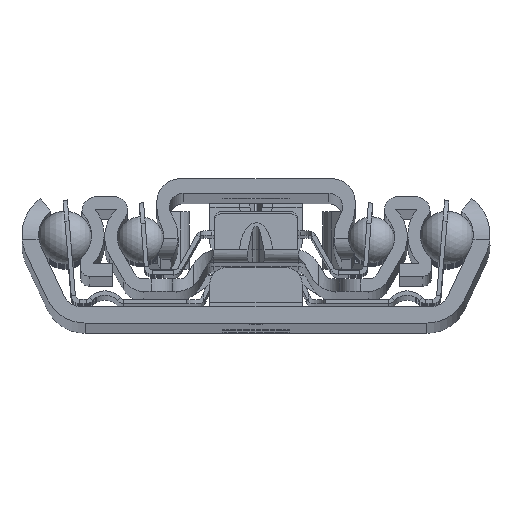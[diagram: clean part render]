
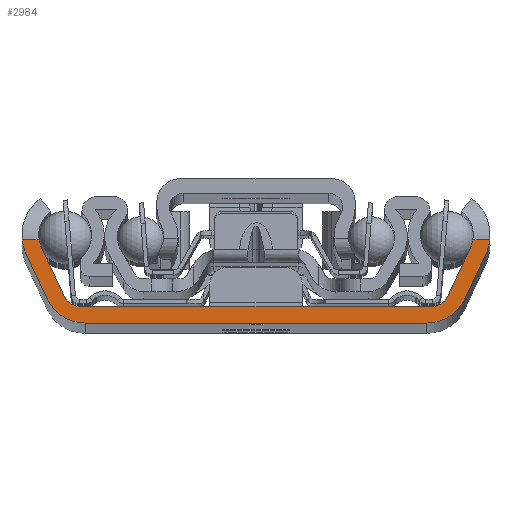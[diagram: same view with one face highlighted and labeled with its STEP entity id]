
A CAD part, top view. The second image highlights one B-rep face of the part: STEP entity #2984.
In plain terms, the highlighted planar face has unit normal (0, 0, 1).
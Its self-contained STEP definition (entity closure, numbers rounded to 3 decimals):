
#36=DIRECTION('',(1.,0.,0.));
#37=VECTOR('',#36,2.009);
#38=CARTESIAN_POINT('',(-27.867,9.9,0.));
#39=LINE('',#38,#37);
#40=CARTESIAN_POINT('',(-22.41,10.5,0.));
#41=DIRECTION('',(0.,0.,-1.));
#42=DIRECTION('',(-0.906,-0.423,0.));
#43=AXIS2_PLACEMENT_3D('',#40,#41,#42);
#45=DIRECTION('',(-0.423,0.906,0.));
#46=VECTOR('',#45,6.472);
#47=CARTESIAN_POINT('',(-22.847,3.155,0.));
#48=LINE('',#47,#46);
#49=CARTESIAN_POINT('',(-21.034,4.,0.));
#50=DIRECTION('',(0.,0.,-1.));
#51=DIRECTION('',(0.,-1.,0.));
#52=AXIS2_PLACEMENT_3D('',#49,#50,#51);
#54=DIRECTION('',(-1.,0.,0.));
#55=VECTOR('',#54,42.068);
#56=CARTESIAN_POINT('',(21.034,2.,0.));
#57=LINE('',#56,#55);
#58=CARTESIAN_POINT('',(21.034,4.,0.));
#59=DIRECTION('',(0.,0.,-1.));
#60=DIRECTION('',(0.906,-0.423,0.));
#61=AXIS2_PLACEMENT_3D('',#58,#59,#60);
#63=DIRECTION('',(-0.423,-0.906,0.));
#64=VECTOR('',#63,6.472);
#65=CARTESIAN_POINT('',(25.582,9.021,0.));
#66=LINE('',#65,#64);
#67=CARTESIAN_POINT('',(22.41,10.5,0.));
#68=DIRECTION('',(0.,0.,-1.));
#69=DIRECTION('',(0.985,-0.171,0.));
#70=AXIS2_PLACEMENT_3D('',#67,#68,#69);
#72=DIRECTION('',(1.,0.,0.));
#73=VECTOR('',#72,2.009);
#74=CARTESIAN_POINT('',(25.858,9.9,0.));
#75=LINE('',#74,#73);
#76=CARTESIAN_POINT('',(22.41,10.5,0.));
#77=DIRECTION('',(0.,0.,1.));
#78=DIRECTION('',(0.906,-0.423,0.));
#79=AXIS2_PLACEMENT_3D('',#76,#77,#78);
#81=DIRECTION('',(0.423,0.906,0.));
#82=VECTOR('',#81,5.84);
#83=CARTESIAN_POINT('',(24.918,2.887,0.));
#84=LINE('',#83,#82);
#85=CARTESIAN_POINT('',(20.386,5.,0.));
#86=DIRECTION('',(0.,0.,1.));
#87=DIRECTION('',(0.,-1.,0.));
#88=AXIS2_PLACEMENT_3D('',#85,#86,#87);
#90=DIRECTION('',(1.,0.,0.));
#91=VECTOR('',#90,40.772);
#92=CARTESIAN_POINT('',(-20.386,0.,0.));
#93=LINE('',#92,#91);
#94=CARTESIAN_POINT('',(-20.386,5.,0.));
#95=DIRECTION('',(0.,0.,1.));
#96=DIRECTION('',(-0.906,-0.423,0.));
#97=AXIS2_PLACEMENT_3D('',#94,#95,#96);
#99=DIRECTION('',(0.423,-0.906,0.));
#100=VECTOR('',#99,5.84);
#101=CARTESIAN_POINT('',(-27.386,8.18,0.));
#102=LINE('',#101,#100);
#103=CARTESIAN_POINT('',(-22.41,10.5,0.));
#104=DIRECTION('',(0.,0.,1.));
#105=DIRECTION('',(-0.994,-0.109,0.));
#106=AXIS2_PLACEMENT_3D('',#103,#104,#105);
#2499=CARTESIAN_POINT('',(-21.034,2.,0.));
#2500=CARTESIAN_POINT('',(-22.847,3.155,0.));
#2501=VERTEX_POINT('',#2499);
#2502=VERTEX_POINT('',#2500);
#2503=CARTESIAN_POINT('',(-25.582,9.021,0.));
#2504=VERTEX_POINT('',#2503);
#2505=CARTESIAN_POINT('',(-27.386,8.18,0.));
#2506=CARTESIAN_POINT('',(-24.918,2.887,0.));
#2507=VERTEX_POINT('',#2505);
#2508=VERTEX_POINT('',#2506);
#2509=CARTESIAN_POINT('',(-20.386,0.,0.));
#2510=VERTEX_POINT('',#2509);
#2511=CARTESIAN_POINT('',(20.386,0.,0.));
#2512=VERTEX_POINT('',#2511);
#2513=CARTESIAN_POINT('',(24.918,2.887,0.));
#2514=VERTEX_POINT('',#2513);
#2515=CARTESIAN_POINT('',(27.386,8.18,0.));
#2516=VERTEX_POINT('',#2515);
#2517=CARTESIAN_POINT('',(25.582,9.021,0.));
#2518=CARTESIAN_POINT('',(22.847,3.155,0.));
#2519=VERTEX_POINT('',#2517);
#2520=VERTEX_POINT('',#2518);
#2521=CARTESIAN_POINT('',(21.034,2.,0.));
#2522=VERTEX_POINT('',#2521);
#2611=CARTESIAN_POINT('',(-27.867,9.9,0.));
#2612=CARTESIAN_POINT('',(-25.858,9.9,0.));
#2613=VERTEX_POINT('',#2611);
#2614=VERTEX_POINT('',#2612);
#2615=CARTESIAN_POINT('',(25.858,9.9,0.));
#2616=CARTESIAN_POINT('',(27.867,9.9,0.));
#2617=VERTEX_POINT('',#2615);
#2618=VERTEX_POINT('',#2616);
#2945=CARTESIAN_POINT('',(0.,0.,0.));
#2946=DIRECTION('',(0.,0.,1.));
#2947=DIRECTION('',(1.,0.,0.));
#2948=AXIS2_PLACEMENT_3D('',#2945,#2946,#2947);
#2949=PLANE('',#2948);
#2951=ORIENTED_EDGE('',*,*,#2950,.T.);
#2953=ORIENTED_EDGE('',*,*,#2952,.F.);
#2955=ORIENTED_EDGE('',*,*,#2954,.F.);
#2957=ORIENTED_EDGE('',*,*,#2956,.F.);
#2959=ORIENTED_EDGE('',*,*,#2958,.F.);
#2961=ORIENTED_EDGE('',*,*,#2960,.F.);
#2963=ORIENTED_EDGE('',*,*,#2962,.F.);
#2965=ORIENTED_EDGE('',*,*,#2964,.F.);
#2967=ORIENTED_EDGE('',*,*,#2966,.T.);
#2969=ORIENTED_EDGE('',*,*,#2968,.F.);
#2971=ORIENTED_EDGE('',*,*,#2970,.F.);
#2973=ORIENTED_EDGE('',*,*,#2972,.F.);
#2975=ORIENTED_EDGE('',*,*,#2974,.F.);
#2977=ORIENTED_EDGE('',*,*,#2976,.F.);
#2979=ORIENTED_EDGE('',*,*,#2978,.F.);
#2981=ORIENTED_EDGE('',*,*,#2980,.F.);
#2982=EDGE_LOOP('',(#2951,#2953,#2955,#2957,#2959,#2961,#2963,#2965,#2967,#2969,
#2971,#2973,#2975,#2977,#2979,#2981));
#2983=FACE_OUTER_BOUND('',#2982,.F.);
#2984=ADVANCED_FACE('',(#2983),#2949,.T.);
#44=CIRCLE('',#43,3.5);
#53=CIRCLE('',#52,2.);
#62=CIRCLE('',#61,2.);
#71=CIRCLE('',#70,3.5);
#80=CIRCLE('',#79,5.49);
#89=CIRCLE('',#88,5.);
#98=CIRCLE('',#97,5.);
#107=CIRCLE('',#106,5.49);
#2950=EDGE_CURVE('',#2613,#2614,#39,.T.);
#2952=EDGE_CURVE('',#2504,#2614,#44,.T.);
#2954=EDGE_CURVE('',#2502,#2504,#48,.T.);
#2956=EDGE_CURVE('',#2501,#2502,#53,.T.);
#2958=EDGE_CURVE('',#2522,#2501,#57,.T.);
#2960=EDGE_CURVE('',#2520,#2522,#62,.T.);
#2962=EDGE_CURVE('',#2519,#2520,#66,.T.);
#2964=EDGE_CURVE('',#2617,#2519,#71,.T.);
#2966=EDGE_CURVE('',#2617,#2618,#75,.T.);
#2968=EDGE_CURVE('',#2516,#2618,#80,.T.);
#2970=EDGE_CURVE('',#2514,#2516,#84,.T.);
#2972=EDGE_CURVE('',#2512,#2514,#89,.T.);
#2974=EDGE_CURVE('',#2510,#2512,#93,.T.);
#2976=EDGE_CURVE('',#2508,#2510,#98,.T.);
#2978=EDGE_CURVE('',#2507,#2508,#102,.T.);
#2980=EDGE_CURVE('',#2613,#2507,#107,.T.);
